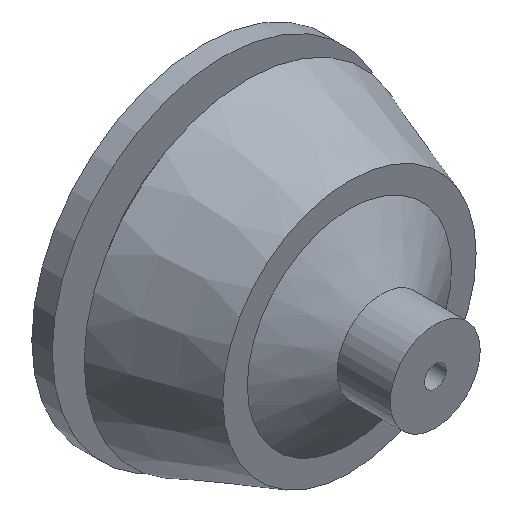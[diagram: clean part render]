
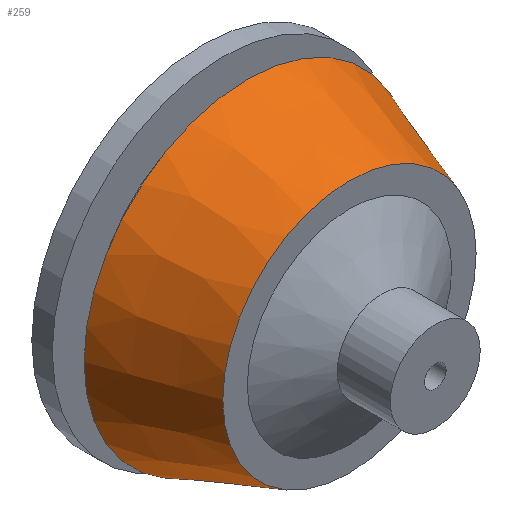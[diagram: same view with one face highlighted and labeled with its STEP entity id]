
A CAD part, isometric view. The second image highlights one B-rep face of the part: STEP entity #259.
In plain terms, the highlighted conical face has half-angle 19.714 degrees and reference radius 41.75 mm.
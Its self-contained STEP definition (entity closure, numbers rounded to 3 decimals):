
#46=FACE_OUTER_BOUND('',#68,.T.);
#68=EDGE_LOOP('',(#222,#223,#224,#225,#226));
#84=LINE('',#480,#96);
#96=VECTOR('',#403,41.75);
#115=CIRCLE('',#315,39.958);
#116=CIRCLE('',#316,39.958);
#117=CIRCLE('',#318,31.);
#136=VERTEX_POINT('',#471);
#137=VERTEX_POINT('',#473);
#138=VERTEX_POINT('',#477);
#166=EDGE_CURVE('',#137,#136,#115,.T.);
#167=EDGE_CURVE('',#136,#137,#116,.T.);
#168=EDGE_CURVE('',#138,#138,#117,.T.);
#169=EDGE_CURVE('',#138,#137,#84,.T.);
#222=ORIENTED_EDGE('',*,*,#168,.T.);
#223=ORIENTED_EDGE('',*,*,#169,.T.);
#224=ORIENTED_EDGE('',*,*,#166,.T.);
#225=ORIENTED_EDGE('',*,*,#167,.T.);
#226=ORIENTED_EDGE('',*,*,#169,.F.);
#245=CONICAL_SURFACE('',#319,41.75,0.344);
#259=ADVANCED_FACE('',(#46),#245,.T.);
#315=AXIS2_PLACEMENT_3D('',#474,#393,#394);
#316=AXIS2_PLACEMENT_3D('',#475,#395,#396);
#318=AXIS2_PLACEMENT_3D('',#478,#399,#400);
#319=AXIS2_PLACEMENT_3D('',#479,#401,#402);
#393=DIRECTION('center_axis',(0.,-1.,0.));
#394=DIRECTION('ref_axis',(-1.,0.,0.));
#395=DIRECTION('center_axis',(0.,-1.,0.));
#396=DIRECTION('ref_axis',(-1.,0.,0.));
#399=DIRECTION('center_axis',(0.,1.,0.));
#400=DIRECTION('ref_axis',(1.,0.,0.));
#401=DIRECTION('center_axis',(0.,1.,0.));
#402=DIRECTION('ref_axis',(-1.,0.,0.));
#403=DIRECTION('',(0.337,0.941,0.));
#471=CARTESIAN_POINT('',(-39.958,-5.,0.));
#473=CARTESIAN_POINT('',(39.958,-5.,0.));
#474=CARTESIAN_POINT('Origin',(0.,-5.,0.));
#475=CARTESIAN_POINT('Origin',(0.,-5.,0.));
#477=CARTESIAN_POINT('',(31.,-30.,0.));
#478=CARTESIAN_POINT('Origin',(0.,-30.,0.));
#479=CARTESIAN_POINT('Origin',(0.,0.,0.));
#480=CARTESIAN_POINT('',(41.75,0.,0.));
